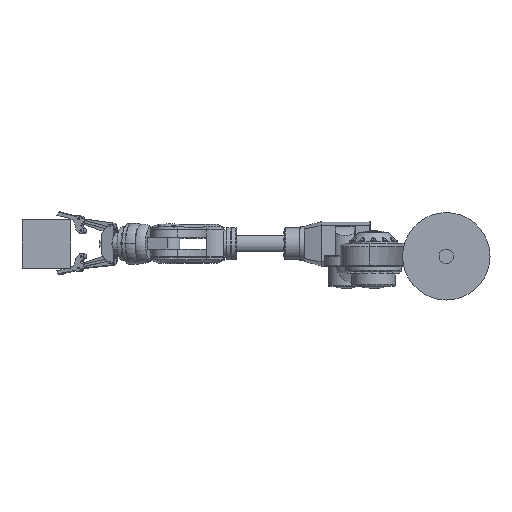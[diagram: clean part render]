
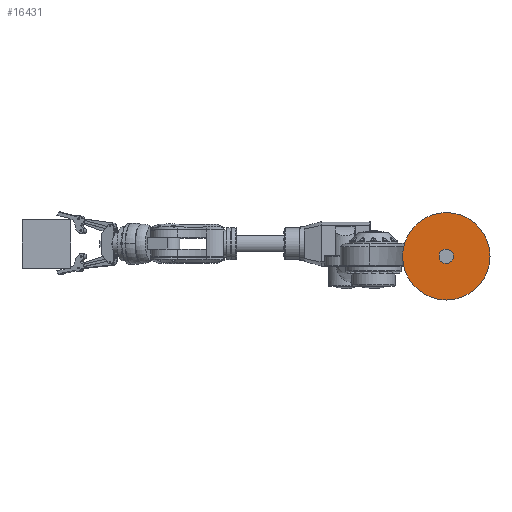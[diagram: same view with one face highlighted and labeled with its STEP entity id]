
A CAD part, front view. The second image highlights one B-rep face of the part: STEP entity #16431.
In plain terms, the highlighted planar face has unit normal (0, -1, 0).
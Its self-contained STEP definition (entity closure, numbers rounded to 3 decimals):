
#490 = CARTESIAN_POINT ( 'NONE',  ( 0., 0., 90. ) ) ;
#1799 = EDGE_CURVE ( 'NONE', #13575, #23227, #16086, .T. ) ;
#2059 = CIRCLE ( 'NONE', #4653, 15. ) ;
#3804 = CARTESIAN_POINT ( 'NONE',  ( 0., 0., 0. ) ) ;
#4653 = AXIS2_PLACEMENT_3D ( 'NONE', #12612, #27445, #14725 ) ;
#4877 = VERTEX_POINT ( 'NONE', #16589 ) ;
#5234 = VERTEX_POINT ( 'NONE', #8115 ) ;
#5961 = DIRECTION ( 'NONE',  ( 0., 0., 1. ) ) ;
#6579 = PLANE ( 'NONE',  #26261 ) ;
#6903 = DIRECTION ( 'NONE',  ( 0., -1., 0. ) ) ;
#8115 = CARTESIAN_POINT ( 'NONE',  ( 0., 0., -15. ) ) ;
#10565 = DIRECTION ( 'NONE',  ( 0., 1., 0. ) ) ;
#12612 = CARTESIAN_POINT ( 'NONE',  ( 0., 0., 0. ) ) ;
#12959 = CIRCLE ( 'NONE', #24494, 15. ) ;
#12972 = DIRECTION ( 'NONE',  ( 0., 0., 1. ) ) ;
#13216 = EDGE_CURVE ( 'NONE', #23227, #13575, #25948, .T. ) ;
#13308 = EDGE_CURVE ( 'NONE', #5234, #4877, #2059, .T. ) ;
#13343 = EDGE_LOOP ( 'NONE', ( #21045, #23697 ) ) ;
#13575 = VERTEX_POINT ( 'NONE', #15761 ) ;
#14725 = DIRECTION ( 'NONE',  ( 0., 0., -1. ) ) ;
#15149 = ORIENTED_EDGE ( 'NONE', *, *, #13308, .F. ) ;
#15761 = CARTESIAN_POINT ( 'NONE',  ( 0., 0., -90. ) ) ;
#16086 = CIRCLE ( 'NONE', #19880, 90. ) ;
#16431 = ADVANCED_FACE ( 'NONE', ( #26121, #20499 ), #6579, .F. ) ;
#16589 = CARTESIAN_POINT ( 'NONE',  ( 0., 0., 15. ) ) ;
#18661 = DIRECTION ( 'NONE',  ( 0., 1., 0. ) ) ;
#19417 = AXIS2_PLACEMENT_3D ( 'NONE', #3804, #18661, #5961 ) ;
#19624 = CARTESIAN_POINT ( 'NONE',  ( 0., 0., 0. ) ) ;
#19880 = AXIS2_PLACEMENT_3D ( 'NONE', #23342, #10565, #25434 ) ;
#20119 = ORIENTED_EDGE ( 'NONE', *, *, #24286, .F. ) ;
#20499 = FACE_OUTER_BOUND ( 'NONE', #13343, .T. ) ;
#21045 = ORIENTED_EDGE ( 'NONE', *, *, #1799, .F. ) ;
#21799 = DIRECTION ( 'NONE',  ( 0., 0., -1. ) ) ;
#23227 = VERTEX_POINT ( 'NONE', #490 ) ;
#23342 = CARTESIAN_POINT ( 'NONE',  ( 0., 0., 0. ) ) ;
#23616 = CARTESIAN_POINT ( 'NONE',  ( 0., 0., 0. ) ) ;
#23697 = ORIENTED_EDGE ( 'NONE', *, *, #13216, .F. ) ;
#23806 = EDGE_LOOP ( 'NONE', ( #15149, #20119 ) ) ;
#24286 = EDGE_CURVE ( 'NONE', #4877, #5234, #12959, .T. ) ;
#24494 = AXIS2_PLACEMENT_3D ( 'NONE', #19624, #6903, #21799 ) ;
#25434 = DIRECTION ( 'NONE',  ( 0., 0., 1. ) ) ;
#25685 = DIRECTION ( 'NONE',  ( 0., 1., 0. ) ) ;
#25948 = CIRCLE ( 'NONE', #19417, 90. ) ;
#26121 = FACE_BOUND ( 'NONE', #23806, .T. ) ;
#26261 = AXIS2_PLACEMENT_3D ( 'NONE', #23616, #25685, #12972 ) ;
#27445 = DIRECTION ( 'NONE',  ( 0., -1., 0. ) ) ;
